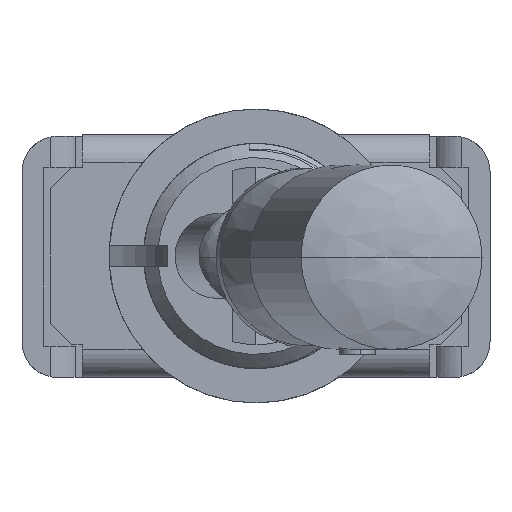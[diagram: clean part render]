
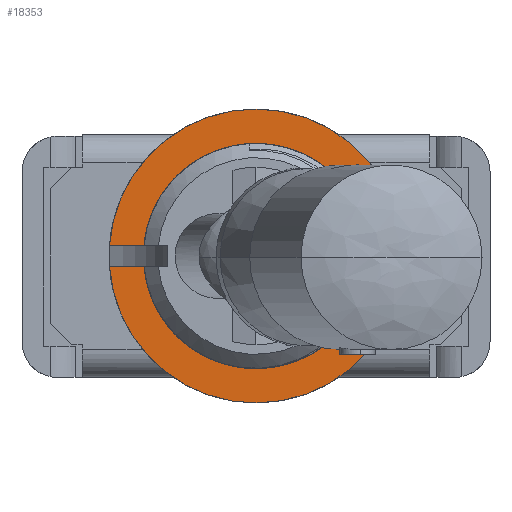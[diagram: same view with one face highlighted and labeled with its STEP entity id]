
A CAD part, front view. The second image highlights one B-rep face of the part: STEP entity #18353.
In plain terms, the highlighted planar face has unit normal (0, -1, 0).
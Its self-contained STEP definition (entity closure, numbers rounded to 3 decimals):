
#5071=DIRECTION('',(1.,0.,0.));
#5072=VECTOR('',#5071,0.973);
#5073=CARTESIAN_POINT('',(-4.134,-0.97,0.325));
#5074=LINE('',#5073,#5072);
#5075=CARTESIAN_POINT('',(0.,-0.97,0.025));
#5076=DIRECTION('',(0.,-1.,0.));
#5077=DIRECTION('',(0.,0.,1.));
#5078=AXIS2_PLACEMENT_3D('',#5075,#5076,#5077);
#5080=CARTESIAN_POINT('',(0.,-0.97,0.025));
#5081=DIRECTION('',(0.,1.,0.));
#5082=DIRECTION('',(0.,0.,1.));
#5083=AXIS2_PLACEMENT_3D('',#5080,#5081,#5082);
#5085=CARTESIAN_POINT('',(0.,-0.97,0.025));
#5086=DIRECTION('',(0.,-1.,0.));
#5087=DIRECTION('',(-0.997,0.,-0.072));
#5088=AXIS2_PLACEMENT_3D('',#5085,#5086,#5087);
#5090=DIRECTION('',(1.,0.,0.));
#5091=VECTOR('',#5090,0.973);
#5092=CARTESIAN_POINT('',(-4.134,-0.97,-0.275));
#5093=LINE('',#5092,#5091);
#5140=CARTESIAN_POINT('',(0.,-0.97,0.025));
#5141=DIRECTION('',(0.,1.,0.));
#5142=DIRECTION('',(-0.996,0.,0.094));
#5143=AXIS2_PLACEMENT_3D('',#5140,#5141,#5142);
#5157=CARTESIAN_POINT('',(0.,-0.97,0.025));
#5158=DIRECTION('',(0.,1.,0.));
#5159=DIRECTION('',(1.,0.,0.));
#5160=AXIS2_PLACEMENT_3D('',#5157,#5158,#5159);
#11598=CARTESIAN_POINT('',(0.,-0.97,4.17));
#11600=VERTEX_POINT('',#11598);
#11602=CARTESIAN_POINT('',(0.,-0.97,-4.12));
#11604=VERTEX_POINT('',#11602);
#11629=CARTESIAN_POINT('',(-4.134,-0.97,-0.275));
#11630=CARTESIAN_POINT('',(-3.161,-0.97,-0.275));
#11631=VERTEX_POINT('',#11629);
#11632=VERTEX_POINT('',#11630);
#11633=CARTESIAN_POINT('',(-4.134,-0.97,0.325));
#11634=CARTESIAN_POINT('',(-3.161,-0.97,0.325));
#11635=VERTEX_POINT('',#11633);
#11636=VERTEX_POINT('',#11634);
#11664=CARTESIAN_POINT('',(3.175,-0.97,0.025));
#11666=VERTEX_POINT('',#11664);
#18335=CARTESIAN_POINT('',(0.,-0.97,0.025));
#18336=DIRECTION('',(0.,1.,0.));
#18337=DIRECTION('',(0.,0.,-1.));
#18338=AXIS2_PLACEMENT_3D('',#18335,#18336,#18337);
#18339=PLANE('',#18338);
#18341=ORIENTED_EDGE('',*,*,#18340,.F.);
#18343=ORIENTED_EDGE('',*,*,#18342,.F.);
#18344=ORIENTED_EDGE('',*,*,#12568,.F.);
#18345=ORIENTED_EDGE('',*,*,#12593,.T.);
#18346=ORIENTED_EDGE('',*,*,#12576,.F.);
#18348=ORIENTED_EDGE('',*,*,#18347,.T.);
#18350=ORIENTED_EDGE('',*,*,#18349,.F.);
#18351=EDGE_LOOP('',(#18341,#18343,#18344,#18345,#18346,#18348,#18350));
#18352=FACE_OUTER_BOUND('',#18351,.F.);
#18353=ADVANCED_FACE('',(#18352),#18339,.F.);
#5079=CIRCLE('',#5078,4.145);
#5084=CIRCLE('',#5083,4.145);
#5089=CIRCLE('',#5088,4.145);
#5144=CIRCLE('',#5143,3.175);
#5161=CIRCLE('',#5160,3.175);
#12568=EDGE_CURVE('',#11600,#11635,#5079,.T.);
#12576=EDGE_CURVE('',#11631,#11604,#5089,.T.);
#12593=EDGE_CURVE('',#11600,#11604,#5084,.T.);
#18340=EDGE_CURVE('',#11636,#11666,#5144,.T.);
#18342=EDGE_CURVE('',#11635,#11636,#5074,.T.);
#18347=EDGE_CURVE('',#11631,#11632,#5093,.T.);
#18349=EDGE_CURVE('',#11666,#11632,#5161,.T.);
